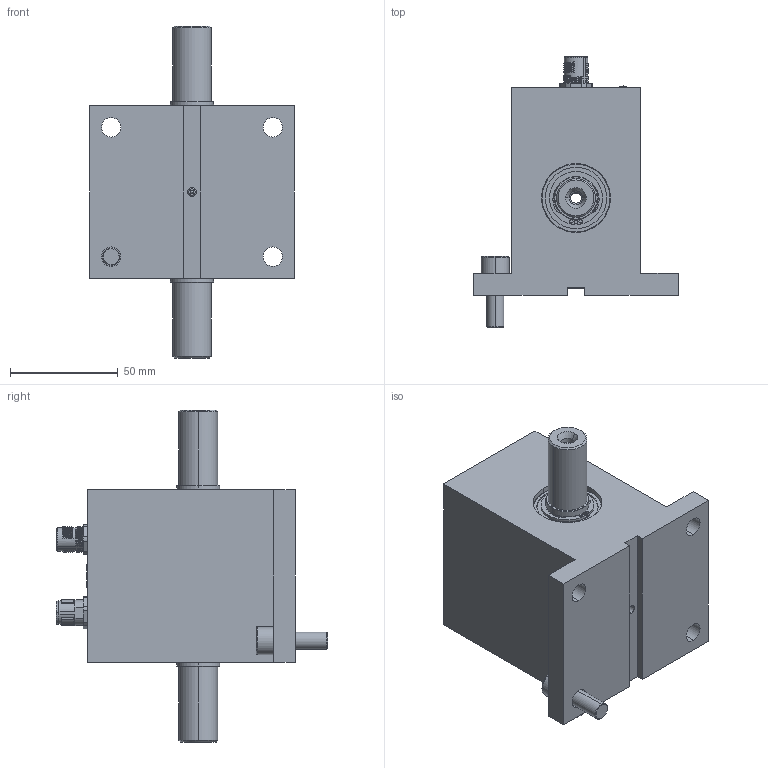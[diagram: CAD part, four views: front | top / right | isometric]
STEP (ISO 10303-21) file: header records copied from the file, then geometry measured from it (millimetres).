
FILE_DESCRIPTION (( 'STEP AP203' ), '1' );
FILE_NAME ('424-110-000-011_EF.STEP', '2020-12-18T14:33:30', ( 'magtrol' ), ( '' ), 'SwSTEP 2.0', 'SolidWorks 2020', '' );
FILE_SCHEMA (( 'CONFIG_CONTROL_DESIGN' ));
Length unit declared in the file: millimetre
Products named in the file (1): 424-110-000-011_EF
Bounding box: 95 x 125.8 x 154 mm (x, y, z)
Surface area: 58238.6 mm2 (no closed solid volume)
Topology: 0 solids, 53 shells, 648 faces, 2351 edges, 1686 vertices
Faces by surface type: plane 259, cylinder 218, cone 89, bspline 56, torus 26
Entity records: 28235 total; most frequent: CARTESIAN_POINT 9525, DIRECTION 3561, ORIENTED_EDGE 3529, EDGE_CURVE 2323, VERTEX_POINT 1686, AXIS2_PLACEMENT_3D 1209, LINE 1143, VECTOR 1143
